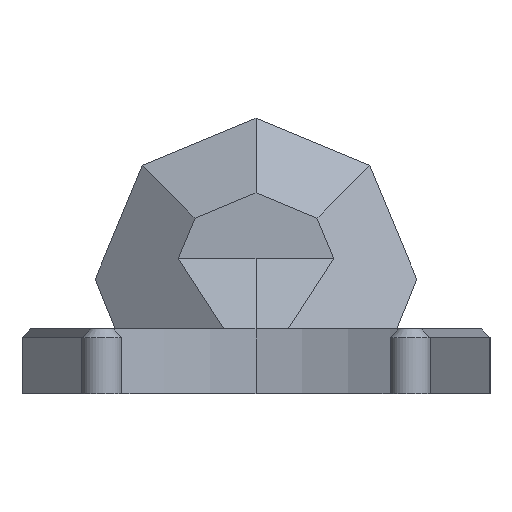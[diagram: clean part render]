
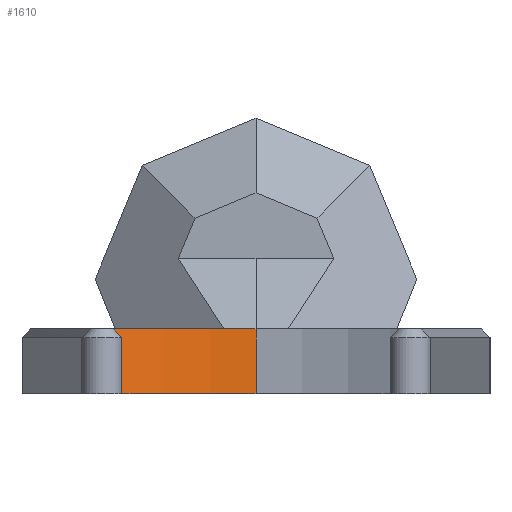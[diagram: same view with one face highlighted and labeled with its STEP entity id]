
A CAD part, left-side view. The second image highlights one B-rep face of the part: STEP entity #1610.
In plain terms, the highlighted cylindrical face has radius 15.631 mm (diameter 31.261 mm), a partial arc.
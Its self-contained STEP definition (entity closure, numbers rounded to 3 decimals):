
#160 = PLANE('',#161);
#161 = AXIS2_PLACEMENT_3D('',#162,#163,#164);
#162 = CARTESIAN_POINT('',(-44.835,9.434,3.7));
#163 = DIRECTION('',(0.,0.,1.));
#164 = DIRECTION('',(1.,0.,0.));
#564 = VERTEX_POINT('',#565);
#565 = CARTESIAN_POINT('',(2.,0.,3.7));
#766 = VERTEX_POINT('',#767);
#767 = CARTESIAN_POINT('',(-0.293,8.15,3.7));
#781 = PLANE('',#782);
#782 = AXIS2_PLACEMENT_3D('',#783,#784,#785);
#783 = CARTESIAN_POINT('',(-110.,7.9,3.45));
#784 = DIRECTION('',(0.,0.707,-0.707));
#785 = DIRECTION('',(-1.,-0.,-0.));
#793 = EDGE_CURVE('',#794,#766,#796,.T.);
#794 = VERTEX_POINT('',#795);
#795 = CARTESIAN_POINT('',(0.,7.65,3.7));
#796 = SURFACE_CURVE('',#797,(#802,#809),.PCURVE_S1.);
#797 = CIRCLE('',#798,15.631);
#798 = AXIS2_PLACEMENT_3D('',#799,#800,#801);
#799 = CARTESIAN_POINT('',(-13.631,0.,3.7));
#800 = DIRECTION('',(0.,-0.,1.));
#801 = DIRECTION('',(0.,1.,0.));
#802 = PCURVE('',#160,#803);
#803 = DEFINITIONAL_REPRESENTATION('',(#804),#808);
#804 = CIRCLE('',#805,15.631);
#805 = AXIS2_PLACEMENT_2D('',#806,#807);
#806 = CARTESIAN_POINT('',(31.204,-9.434));
#807 = DIRECTION('',(0.,1.));
#808 = ( GEOMETRIC_REPRESENTATION_CONTEXT(2) 
PARAMETRIC_REPRESENTATION_CONTEXT() REPRESENTATION_CONTEXT('2D SPACE',''
  ) );
#809 = PCURVE('',#810,#815);
#810 = CYLINDRICAL_SURFACE('',#811,15.631);
#811 = AXIS2_PLACEMENT_3D('',#812,#813,#814);
#812 = CARTESIAN_POINT('',(-13.631,0.,0.));
#813 = DIRECTION('',(-0.,-0.,-1.));
#814 = DIRECTION('',(1.,0.,0.));
#815 = DEFINITIONAL_REPRESENTATION('',(#816),#820);
#816 = LINE('',#817,#818);
#817 = CARTESIAN_POINT('',(4.712,-3.7));
#818 = VECTOR('',#819,1.);
#819 = DIRECTION('',(-1.,0.));
#820 = ( GEOMETRIC_REPRESENTATION_CONTEXT(2) 
PARAMETRIC_REPRESENTATION_CONTEXT() REPRESENTATION_CONTEXT('2D SPACE',''
  ) );
#822 = EDGE_CURVE('',#564,#794,#823,.T.);
#823 = SURFACE_CURVE('',#824,(#829,#836),.PCURVE_S1.);
#824 = CIRCLE('',#825,15.631);
#825 = AXIS2_PLACEMENT_3D('',#826,#827,#828);
#826 = CARTESIAN_POINT('',(-13.631,0.,3.7));
#827 = DIRECTION('',(0.,0.,1.));
#828 = DIRECTION('',(1.,0.,0.));
#829 = PCURVE('',#160,#830);
#830 = DEFINITIONAL_REPRESENTATION('',(#831),#835);
#831 = CIRCLE('',#832,15.631);
#832 = AXIS2_PLACEMENT_2D('',#833,#834);
#833 = CARTESIAN_POINT('',(31.204,-9.434));
#834 = DIRECTION('',(1.,0.));
#835 = ( GEOMETRIC_REPRESENTATION_CONTEXT(2) 
PARAMETRIC_REPRESENTATION_CONTEXT() REPRESENTATION_CONTEXT('2D SPACE',''
  ) );
#836 = PCURVE('',#810,#837);
#837 = DEFINITIONAL_REPRESENTATION('',(#838),#842);
#838 = LINE('',#839,#840);
#839 = CARTESIAN_POINT('',(-0.,-3.7));
#840 = VECTOR('',#841,1.);
#841 = DIRECTION('',(-1.,0.));
#842 = ( GEOMETRIC_REPRESENTATION_CONTEXT(2) 
PARAMETRIC_REPRESENTATION_CONTEXT() REPRESENTATION_CONTEXT('2D SPACE',''
  ) );
#1573 = CYLINDRICAL_SURFACE('',#1574,15.631);
#1574 = AXIS2_PLACEMENT_3D('',#1575,#1576,#1577);
#1575 = CARTESIAN_POINT('',(-13.631,0.,0.));
#1576 = DIRECTION('',(0.,0.,-1.));
#1577 = DIRECTION('',(1.,0.,0.));
#1610 = ADVANCED_FACE('',(#1611),#810,.F.);
#1611 = FACE_BOUND('',#1612,.T.);
#1612 = EDGE_LOOP('',(#1613,#1643,#1672,#1693,#1694,#1695));
#1613 = ORIENTED_EDGE('',*,*,#1614,.F.);
#1614 = EDGE_CURVE('',#1615,#1617,#1619,.T.);
#1615 = VERTEX_POINT('',#1616);
#1616 = CARTESIAN_POINT('',(0.,7.65,0.));
#1617 = VERTEX_POINT('',#1618);
#1618 = CARTESIAN_POINT('',(0.,7.65,3.2));
#1619 = SURFACE_CURVE('',#1620,(#1624,#1631),.PCURVE_S1.);
#1620 = LINE('',#1621,#1622);
#1621 = CARTESIAN_POINT('',(0.,7.65,0.));
#1622 = VECTOR('',#1623,1.);
#1623 = DIRECTION('',(0.,0.,1.));
#1624 = PCURVE('',#810,#1625);
#1625 = DEFINITIONAL_REPRESENTATION('',(#1626),#1630);
#1626 = LINE('',#1627,#1628);
#1627 = CARTESIAN_POINT('',(-0.511,0.));
#1628 = VECTOR('',#1629,1.);
#1629 = DIRECTION('',(-0.,-1.));
#1630 = ( GEOMETRIC_REPRESENTATION_CONTEXT(2) 
PARAMETRIC_REPRESENTATION_CONTEXT() REPRESENTATION_CONTEXT('2D SPACE',''
  ) );
#1631 = PCURVE('',#1632,#1637);
#1632 = PLANE('',#1633);
#1633 = AXIS2_PLACEMENT_3D('',#1634,#1635,#1636);
#1634 = CARTESIAN_POINT('',(-110.,7.65,0.));
#1635 = DIRECTION('',(0.,1.,0.));
#1636 = DIRECTION('',(1.,0.,0.));
#1637 = DEFINITIONAL_REPRESENTATION('',(#1638),#1642);
#1638 = LINE('',#1639,#1640);
#1639 = CARTESIAN_POINT('',(110.,0.));
#1640 = VECTOR('',#1641,1.);
#1641 = DIRECTION('',(0.,-1.));
#1642 = ( GEOMETRIC_REPRESENTATION_CONTEXT(2) 
PARAMETRIC_REPRESENTATION_CONTEXT() REPRESENTATION_CONTEXT('2D SPACE',''
  ) );
#1643 = ORIENTED_EDGE('',*,*,#1644,.F.);
#1644 = EDGE_CURVE('',#1645,#1615,#1647,.T.);
#1645 = VERTEX_POINT('',#1646);
#1646 = CARTESIAN_POINT('',(2.,0.,0.));
#1647 = SURFACE_CURVE('',#1648,(#1653,#1660),.PCURVE_S1.);
#1648 = CIRCLE('',#1649,15.631);
#1649 = AXIS2_PLACEMENT_3D('',#1650,#1651,#1652);
#1650 = CARTESIAN_POINT('',(-13.631,0.,0.));
#1651 = DIRECTION('',(0.,0.,1.));
#1652 = DIRECTION('',(1.,0.,0.));
#1653 = PCURVE('',#810,#1654);
#1654 = DEFINITIONAL_REPRESENTATION('',(#1655),#1659);
#1655 = LINE('',#1656,#1657);
#1656 = CARTESIAN_POINT('',(-0.,0.));
#1657 = VECTOR('',#1658,1.);
#1658 = DIRECTION('',(-1.,0.));
#1659 = ( GEOMETRIC_REPRESENTATION_CONTEXT(2) 
PARAMETRIC_REPRESENTATION_CONTEXT() REPRESENTATION_CONTEXT('2D SPACE',''
  ) );
#1660 = PCURVE('',#1661,#1666);
#1661 = PLANE('',#1662);
#1662 = AXIS2_PLACEMENT_3D('',#1663,#1664,#1665);
#1663 = CARTESIAN_POINT('',(-44.835,9.434,0.));
#1664 = DIRECTION('',(0.,0.,1.));
#1665 = DIRECTION('',(1.,0.,0.));
#1666 = DEFINITIONAL_REPRESENTATION('',(#1667),#1671);
#1667 = CIRCLE('',#1668,15.631);
#1668 = AXIS2_PLACEMENT_2D('',#1669,#1670);
#1669 = CARTESIAN_POINT('',(31.204,-9.434));
#1670 = DIRECTION('',(1.,0.));
#1671 = ( GEOMETRIC_REPRESENTATION_CONTEXT(2) 
PARAMETRIC_REPRESENTATION_CONTEXT() REPRESENTATION_CONTEXT('2D SPACE',''
  ) );
#1672 = ORIENTED_EDGE('',*,*,#1673,.T.);
#1673 = EDGE_CURVE('',#1645,#564,#1674,.T.);
#1674 = SURFACE_CURVE('',#1675,(#1679,#1686),.PCURVE_S1.);
#1675 = LINE('',#1676,#1677);
#1676 = CARTESIAN_POINT('',(2.,0.,0.));
#1677 = VECTOR('',#1678,1.);
#1678 = DIRECTION('',(0.,0.,1.));
#1679 = PCURVE('',#810,#1680);
#1680 = DEFINITIONAL_REPRESENTATION('',(#1681),#1685);
#1681 = LINE('',#1682,#1683);
#1682 = CARTESIAN_POINT('',(-0.,0.));
#1683 = VECTOR('',#1684,1.);
#1684 = DIRECTION('',(-0.,-1.));
#1685 = ( GEOMETRIC_REPRESENTATION_CONTEXT(2) 
PARAMETRIC_REPRESENTATION_CONTEXT() REPRESENTATION_CONTEXT('2D SPACE',''
  ) );
#1686 = PCURVE('',#1573,#1687);
#1687 = DEFINITIONAL_REPRESENTATION('',(#1688),#1692);
#1688 = LINE('',#1689,#1690);
#1689 = CARTESIAN_POINT('',(0.,0.));
#1690 = VECTOR('',#1691,1.);
#1691 = DIRECTION('',(0.,-1.));
#1692 = ( GEOMETRIC_REPRESENTATION_CONTEXT(2) 
PARAMETRIC_REPRESENTATION_CONTEXT() REPRESENTATION_CONTEXT('2D SPACE',''
  ) );
#1693 = ORIENTED_EDGE('',*,*,#822,.T.);
#1694 = ORIENTED_EDGE('',*,*,#793,.T.);
#1695 = ORIENTED_EDGE('',*,*,#1696,.F.);
#1696 = EDGE_CURVE('',#1617,#766,#1697,.T.);
#1697 = SURFACE_CURVE('',#1698,(#1703,#1713),.PCURVE_S1.);
#1698 = ELLIPSE('',#1699,22.105,15.631);
#1699 = AXIS2_PLACEMENT_3D('',#1700,#1701,#1702);
#1700 = CARTESIAN_POINT('',(-13.631,0.,-4.45));
#1701 = DIRECTION('',(0.,-0.707,0.707));
#1702 = DIRECTION('',(0.,-0.707,-0.707));
#1703 = PCURVE('',#810,#1704);
#1704 = DEFINITIONAL_REPRESENTATION('',(#1705),#1712);
#1705 = B_SPLINE_CURVE_WITH_KNOTS('',5,(#1706,#1707,#1708,#1709,#1710,
    #1711),.UNSPECIFIED.,.F.,.F.,(6,6),(2.082,2.119),
  .PIECEWISE_BEZIER_KNOTS.);
#1706 = CARTESIAN_POINT('',(-0.511,-3.2));
#1707 = CARTESIAN_POINT('',(-0.519,-3.301));
#1708 = CARTESIAN_POINT('',(-0.526,-3.402));
#1709 = CARTESIAN_POINT('',(-0.534,-3.502));
#1710 = CARTESIAN_POINT('',(-0.541,-3.601));
#1711 = CARTESIAN_POINT('',(-0.549,-3.7));
#1712 = ( GEOMETRIC_REPRESENTATION_CONTEXT(2) 
PARAMETRIC_REPRESENTATION_CONTEXT() REPRESENTATION_CONTEXT('2D SPACE',''
  ) );
#1713 = PCURVE('',#781,#1714);
#1714 = DEFINITIONAL_REPRESENTATION('',(#1715),#1723);
#1715 = ( BOUNDED_CURVE() B_SPLINE_CURVE(2,(#1716,#1717,#1718,#1719,
#1720,#1721,#1722),.UNSPECIFIED.,.T.,.F.) B_SPLINE_CURVE_WITH_KNOTS((1,2
    ,2,2,2,1),(-2.094,0.,2.094,4.189,
6.283,8.378),.UNSPECIFIED.) CURVE() 
GEOMETRIC_REPRESENTATION_ITEM() RATIONAL_B_SPLINE_CURVE((1.,0.5,1.,0.5,
1.,0.5,1.)) REPRESENTATION_ITEM('') );
#1716 = CARTESIAN_POINT('',(-96.369,-33.277));
#1717 = CARTESIAN_POINT('',(-123.442,-33.277));
#1718 = CARTESIAN_POINT('',(-109.906,-0.12));
#1719 = CARTESIAN_POINT('',(-96.369,33.038));
#1720 = CARTESIAN_POINT('',(-82.833,-0.12));
#1721 = CARTESIAN_POINT('',(-69.296,-33.277));
#1722 = CARTESIAN_POINT('',(-96.369,-33.277));
#1723 = ( GEOMETRIC_REPRESENTATION_CONTEXT(2) 
PARAMETRIC_REPRESENTATION_CONTEXT() REPRESENTATION_CONTEXT('2D SPACE',''
  ) );
